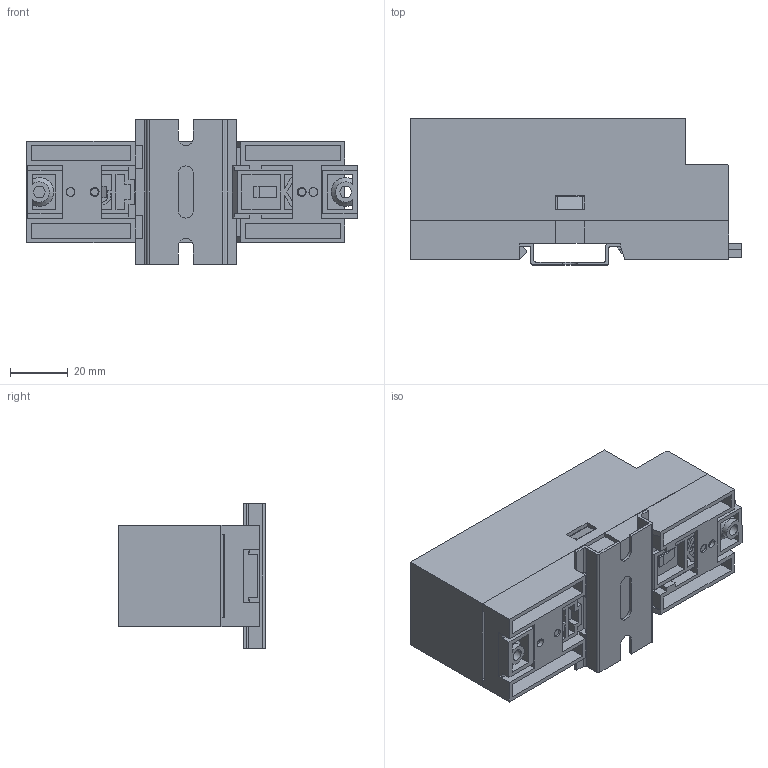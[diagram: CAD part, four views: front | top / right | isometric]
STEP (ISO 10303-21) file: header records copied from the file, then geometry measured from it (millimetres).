
FILE_DESCRIPTION (( 'STEP AP214' ), '1' );
FILE_NAME ('CEB-35-02.STEP', '2023-05-09T12:16:18', ( '' ), ( '' ), 'SwSTEP 2.0', 'SolidWorks 2017', '' );
FILE_SCHEMA (( 'AUTOMOTIVE_DESIGN' ));
Length unit declared in the file: millimetre
Products named in the file (11): CESP-35; Rail-50; Euro fixed Terminal-3Way; Base PCB-MDP-35-01; CEB-35-02; Base plate - MDB-35 - New; Screw-small; Clip-Big; Clip-Small; TopCover CEBC-35; Screw-smallest
Assembly tree (15 placements, depth 2):
  CEB-35-02
    Base plate - MDB-35 - New
    Clip-Small
    Clip-Big
    Base PCB-MDP-35-01
    Rail-50
    Euro fixed Terminal-3Way  x2
    Screw-small  x2
    CESP-35
    Screw-smallest  x4
    TopCover CEBC-35
Bounding box: 114.3 x 50.55 x 50 mm (x, y, z)
Volume: 49823.4 mm3; surface area: 68978.3 mm2
Topology: 15 solids, 15 shells, 782 faces, 2102 edges, 1372 vertices
Faces by surface type: plane 535, cylinder 169, cone 40, torus 22, bspline 16
Entity records: 20098 total; most frequent: CARTESIAN_POINT 3697, ORIENTED_EDGE 3364, DIRECTION 3196, EDGE_CURVE 1682, LINE 1304, VECTOR 1304, VERTEX_POINT 1105, AXIS2_PLACEMENT_3D 946
